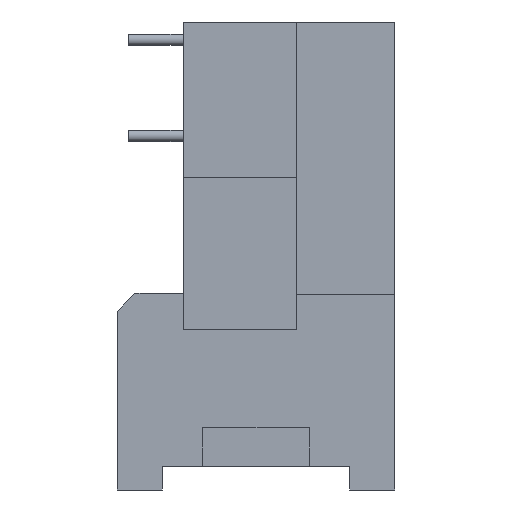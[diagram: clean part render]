
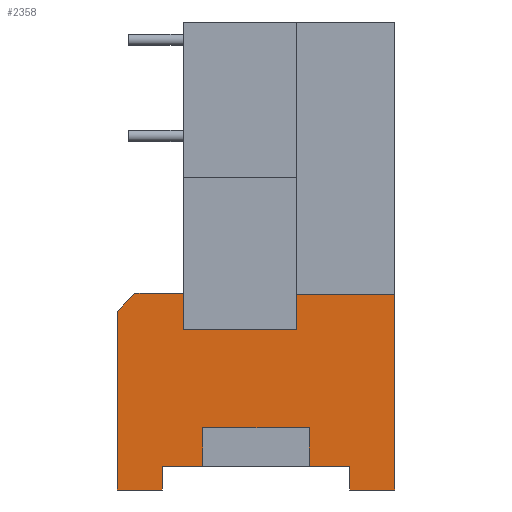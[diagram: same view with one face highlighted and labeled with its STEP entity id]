
A CAD part, front view. The second image highlights one B-rep face of the part: STEP entity #2358.
In plain terms, the highlighted planar face has unit normal (0, -1, 0).
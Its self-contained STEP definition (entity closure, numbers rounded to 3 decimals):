
#1144=LINE('',#7667,#1741);
#1158=LINE('',#7695,#1755);
#1160=LINE('',#7700,#1757);
#1343=LINE('',#8068,#1940);
#1350=LINE('',#8080,#1947);
#1353=LINE('',#8087,#1950);
#1357=LINE('',#8096,#1954);
#1360=LINE('',#8101,#1957);
#1362=LINE('',#8105,#1959);
#1364=LINE('',#8107,#1961);
#1378=LINE('',#8129,#1975);
#1380=LINE('',#8133,#1977);
#1383=LINE('',#8139,#1980);
#1385=LINE('',#8148,#1982);
#1401=LINE('',#8181,#1998);
#1402=LINE('',#8183,#1999);
#1403=LINE('',#8184,#2000);
#1741=VECTOR('',#6432,1.);
#1755=VECTOR('',#6454,1.);
#1757=VECTOR('',#6458,1.);
#1940=VECTOR('',#6763,1.);
#1947=VECTOR('',#6774,1.);
#1950=VECTOR('',#6779,1.);
#1954=VECTOR('',#6785,1.);
#1957=VECTOR('',#6790,1.);
#1959=VECTOR('',#6796,1.);
#1961=VECTOR('',#6798,1.);
#1975=VECTOR('',#6822,1.);
#1977=VECTOR('',#6826,1.);
#1980=VECTOR('',#6831,1.);
#1982=VECTOR('',#6841,1.);
#1998=VECTOR('',#6865,1.);
#1999=VECTOR('',#6868,1.);
#2000=VECTOR('',#6869,1.);
#2358=ADVANCED_FACE('',(#2805),#2590,.T.);
#2590=PLANE('',#5741);
#2805=FACE_OUTER_BOUND('',#3082,.T.);
#3082=EDGE_LOOP('',(#4269,#4270,#4271,#4272,#4273,#4274,#4275,#4276,#4277,
#4278,#4279,#4280,#4281,#4282,#4283,#4284,#4285));
#4269=ORIENTED_EDGE('',*,*,#5415,.T.);
#4270=ORIENTED_EDGE('',*,*,#5399,.T.);
#4271=ORIENTED_EDGE('',*,*,#5416,.T.);
#4272=ORIENTED_EDGE('',*,*,#5395,.T.);
#4273=ORIENTED_EDGE('',*,*,#5392,.T.);
#4274=ORIENTED_EDGE('',*,*,#5390,.T.);
#4275=ORIENTED_EDGE('',*,*,#5355,.T.);
#4276=ORIENTED_EDGE('',*,*,#5362,.T.);
#4277=ORIENTED_EDGE('',*,*,#5374,.T.);
#4278=ORIENTED_EDGE('',*,*,#5365,.T.);
#4279=ORIENTED_EDGE('',*,*,#5372,.T.);
#4280=ORIENTED_EDGE('',*,*,#5369,.T.);
#4281=ORIENTED_EDGE('',*,*,#5376,.T.);
#4282=ORIENTED_EDGE('',*,*,#5156,.T.);
#4283=ORIENTED_EDGE('',*,*,#5170,.T.);
#4284=ORIENTED_EDGE('',*,*,#5172,.T.);
#4285=ORIENTED_EDGE('',*,*,#5417,.T.);
#4626=VERTEX_POINT('',#7666);
#4627=VERTEX_POINT('',#7668);
#4636=VERTEX_POINT('',#7694);
#4638=VERTEX_POINT('',#7699);
#4762=VERTEX_POINT('',#8067);
#4763=VERTEX_POINT('',#8069);
#4765=VERTEX_POINT('',#8079);
#4768=VERTEX_POINT('',#8086);
#4769=VERTEX_POINT('',#8088);
#4772=VERTEX_POINT('',#8095);
#4773=VERTEX_POINT('',#8097);
#4775=VERTEX_POINT('',#8126);
#4778=VERTEX_POINT('',#8134);
#4780=VERTEX_POINT('',#8140);
#4783=VERTEX_POINT('',#8149);
#4784=VERTEX_POINT('',#8150);
#4794=VERTEX_POINT('',#8177);
#5156=EDGE_CURVE('',#4627,#4626,#1144,.T.);
#5170=EDGE_CURVE('',#4626,#4636,#1158,.T.);
#5172=EDGE_CURVE('',#4636,#4638,#1160,.T.);
#5355=EDGE_CURVE('',#4763,#4762,#1343,.T.);
#5362=EDGE_CURVE('',#4762,#4765,#1350,.T.);
#5365=EDGE_CURVE('',#4769,#4768,#1353,.T.);
#5369=EDGE_CURVE('',#4773,#4772,#1357,.T.);
#5372=EDGE_CURVE('',#4768,#4773,#1360,.T.);
#5374=EDGE_CURVE('',#4765,#4769,#1362,.T.);
#5376=EDGE_CURVE('',#4772,#4627,#1364,.T.);
#5390=EDGE_CURVE('',#4775,#4763,#1378,.T.);
#5392=EDGE_CURVE('',#4778,#4775,#1380,.T.);
#5395=EDGE_CURVE('',#4780,#4778,#1383,.T.);
#5399=EDGE_CURVE('',#4783,#4784,#1385,.T.);
#5415=EDGE_CURVE('',#4794,#4783,#1401,.T.);
#5416=EDGE_CURVE('',#4784,#4780,#1402,.T.);
#5417=EDGE_CURVE('',#4638,#4794,#1403,.T.);
#5741=AXIS2_PLACEMENT_3D('',#8185,#6870,#6871);
#6432=DIRECTION('',(0.,0.,-1.));
#6454=DIRECTION('',(1.,0.,0.));
#6458=DIRECTION('',(0.,0.,1.));
#6763=DIRECTION('',(1.,0.,0.));
#6774=DIRECTION('',(0.,0.,1.));
#6779=DIRECTION('',(0.,0.,1.));
#6785=DIRECTION('',(0.,0.,-1.));
#6790=DIRECTION('',(1.,0.,0.));
#6796=DIRECTION('',(1.,0.,0.));
#6798=DIRECTION('',(1.,0.,0.));
#6822=DIRECTION('',(0.,0.,-1.));
#6826=DIRECTION('',(-0.707,0.,-0.707));
#6831=DIRECTION('',(-1.,0.,0.));
#6841=DIRECTION('',(-1.,0.,0.));
#6865=DIRECTION('',(0.,0.,-1.));
#6868=DIRECTION('',(0.,0.,1.));
#6869=DIRECTION('',(-1.,0.,0.));
#6870=DIRECTION('',(0.,-1.,0.));
#6871=DIRECTION('',(0.,0.,-1.));
#7666=CARTESIAN_POINT('',(12.3,-43.7,-24.75));
#7667=CARTESIAN_POINT('',(12.3,-43.7,-23.5));
#7668=CARTESIAN_POINT('',(12.3,-43.7,-23.5));
#7694=CARTESIAN_POINT('',(14.7,-43.7,-24.75));
#7695=CARTESIAN_POINT('',(12.3,-43.7,-24.75));
#7699=CARTESIAN_POINT('',(14.7,-43.7,-14.4));
#7700=CARTESIAN_POINT('',(14.7,-43.7,-24.75));
#8067=CARTESIAN_POINT('',(2.4,-43.7,-24.75));
#8068=CARTESIAN_POINT('',(0.,-43.7,-24.75));
#8069=CARTESIAN_POINT('',(0.,-43.7,-24.75));
#8079=CARTESIAN_POINT('',(2.4,-43.7,-23.5));
#8080=CARTESIAN_POINT('',(2.4,-43.7,-24.75));
#8086=CARTESIAN_POINT('',(4.525,-43.7,-21.45));
#8087=CARTESIAN_POINT('',(4.525,-43.7,-23.5));
#8088=CARTESIAN_POINT('',(4.525,-43.7,-23.5));
#8095=CARTESIAN_POINT('',(10.175,-43.7,-23.5));
#8096=CARTESIAN_POINT('',(10.175,-43.7,-21.45));
#8097=CARTESIAN_POINT('',(10.175,-43.7,-21.45));
#8101=CARTESIAN_POINT('',(4.525,-43.7,-21.45));
#8105=CARTESIAN_POINT('',(2.4,-43.7,-23.5));
#8107=CARTESIAN_POINT('',(10.175,-43.7,-23.5));
#8126=CARTESIAN_POINT('',(0.,-43.7,-15.3));
#8129=CARTESIAN_POINT('',(0.,-43.7,-15.3));
#8133=CARTESIAN_POINT('',(0.95,-43.7,-14.35));
#8134=CARTESIAN_POINT('',(0.95,-43.7,-14.35));
#8139=CARTESIAN_POINT('',(3.5,-43.7,-14.35));
#8140=CARTESIAN_POINT('',(3.5,-43.7,-14.35));
#8148=CARTESIAN_POINT('',(9.5,-43.7,-16.25));
#8149=CARTESIAN_POINT('',(9.5,-43.7,-16.25));
#8150=CARTESIAN_POINT('',(3.5,-43.7,-16.25));
#8177=CARTESIAN_POINT('',(9.5,-43.7,-14.4));
#8181=CARTESIAN_POINT('',(9.5,-43.7,-14.4));
#8183=CARTESIAN_POINT('',(3.5,-43.7,-16.25));
#8184=CARTESIAN_POINT('',(14.7,-43.7,-14.4));
#8185=CARTESIAN_POINT('',(0.,-43.7,-14.22));
